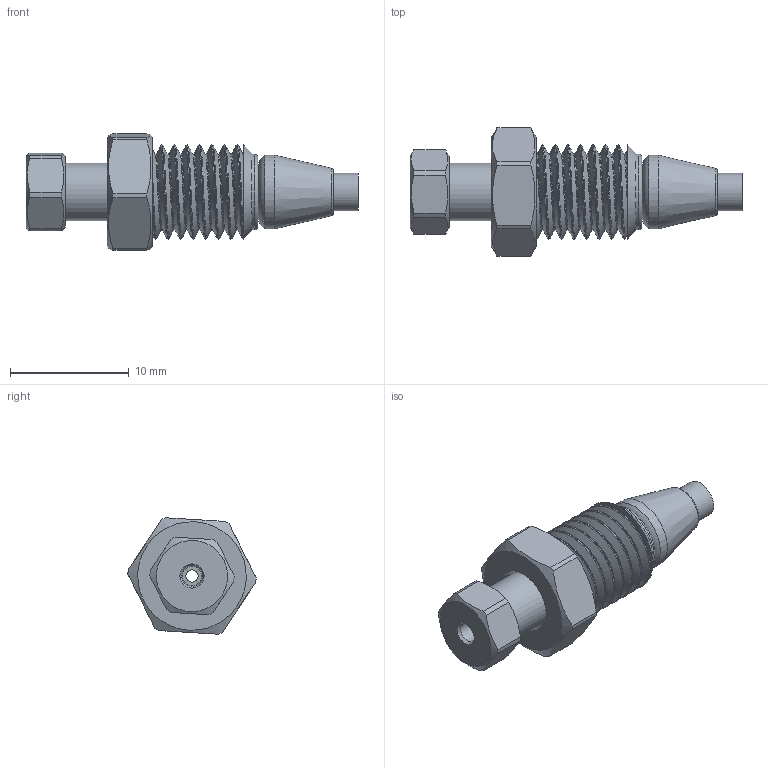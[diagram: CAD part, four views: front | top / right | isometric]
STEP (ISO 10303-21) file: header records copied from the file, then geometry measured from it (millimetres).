
FILE_DESCRIPTION((''),'2;1');
FILE_NAME('305001-IZR21L Internal reducer.stp','2013-08-22T13:00:23',('Franzp'),(''),'Autodesk Inventor 2013','Autodesk Inventor 2013','');
FILE_SCHEMA(('AUTOMOTIVE_DESIGN { 1 0 10303 214 1 1 1 1 }'));
Length unit declared in the file: millimetre
Products named in the file (1): 305001_Shrinkwrap_1
Bounding box: 27.98 x 10.8 x 9.82 mm (x, y, z)
Surface area: 1552.2 mm2 (no closed solid volume)
Topology: 0 solids, 6 shells, 61 faces, 153 edges, 100 vertices
Faces by surface type: plane 23, cylinder 21, cone 8, bspline 6, torus 3
Full cylindrical faces by diameter (mm): 1.016 x1, 1.727 x1, 3.175 x1, 3.27 x1, 4.826 x1, 6.223 x1, 6.35 x1, 6.368 x2
Entity records: 4671 total; most frequent: CARTESIAN_POINT 3309, DIRECTION 254, ORIENTED_EDGE 234, EDGE_CURVE 126, AXIS2_PLACEMENT_3D 115, VERTEX_POINT 93, EDGE_LOOP 92, FACE_OUTER_BOUND 61
